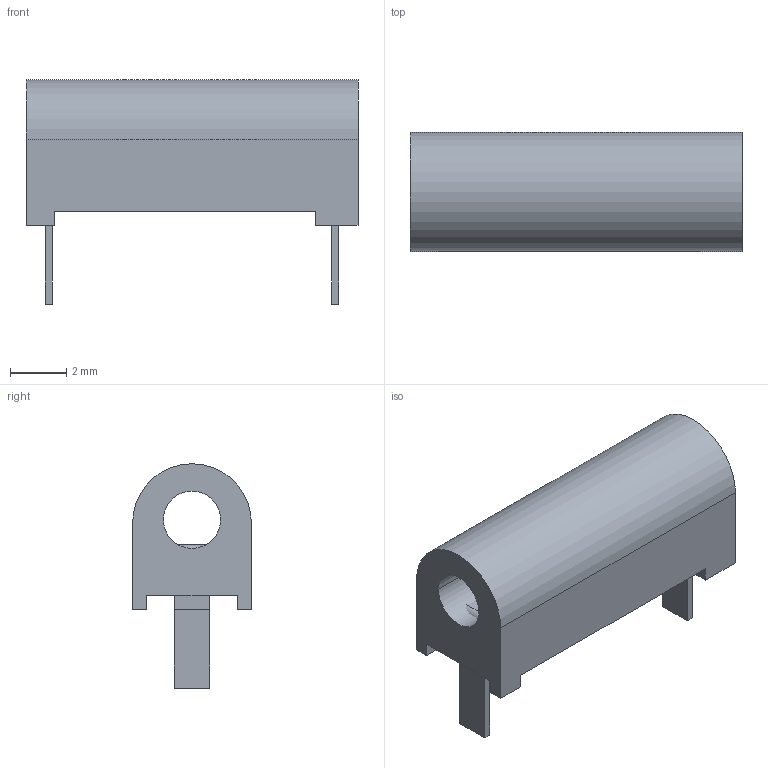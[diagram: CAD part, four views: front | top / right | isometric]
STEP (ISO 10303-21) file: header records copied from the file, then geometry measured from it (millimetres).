
FILE_DESCRIPTION((''),'2;1');
FILE_NAME('HARWIN_M1353-98.stp','2011-09-21T08:59:02',(''),(''),'Mechanical Desktop 2011','Mechanical Desktop 2011',', , ');
FILE_SCHEMA(('AUTOMOTIVE_DESIGN { 1 2 10303 214 1 1 1 1 }'));
Length unit declared in the file: millimetre
Products named in the file (1): Product
Bounding box: 11.76 x 4.21 x 7.95 mm (x, y, z)
Volume: 177.8 mm3; surface area: 360.1 mm2
Topology: 4 solids, 4 shells, 44 faces, 108 edges, 72 vertices
Faces by surface type: plane 30, bspline 9, cylinder 5
Entity records: 1335 total; most frequent: CARTESIAN_POINT 252, ORIENTED_EDGE 216, DIRECTION 190, EDGE_CURVE 108, VECTOR 98, LINE 98, VERTEX_POINT 72, AXIS2_PLACEMENT_3D 46
